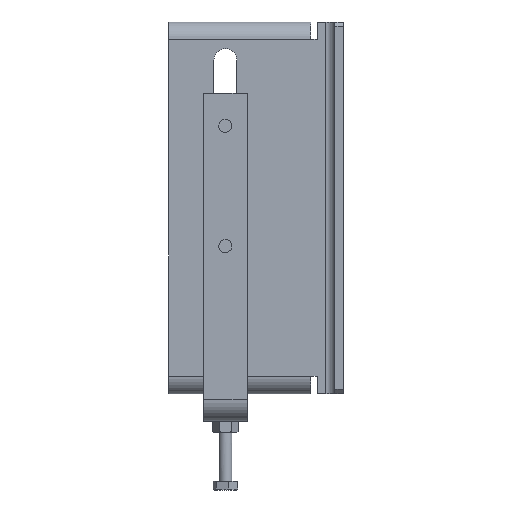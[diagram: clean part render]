
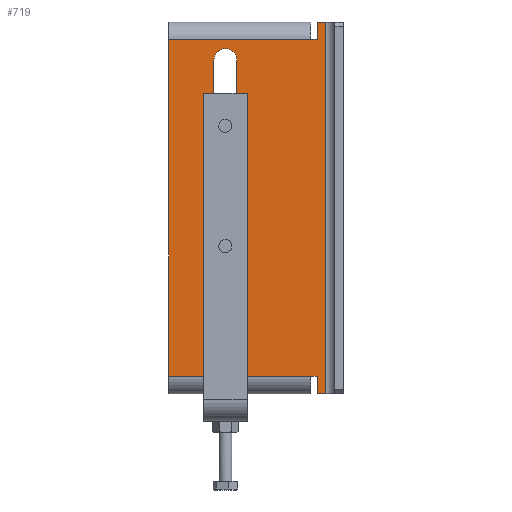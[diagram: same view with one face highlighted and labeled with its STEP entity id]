
A CAD part, front view. The second image highlights one B-rep face of the part: STEP entity #719.
In plain terms, the highlighted face is planar.
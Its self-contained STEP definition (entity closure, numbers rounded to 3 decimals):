
#719=ADVANCED_FACE('',(#1000,#1001),#848,.T.);
#848=PLANE('',#2705);
#925=CIRCLE('',#2703,5.25);
#926=CIRCLE('',#2704,5.25);
#1000=FACE_BOUND('',#1068,.T.);
#1001=FACE_BOUND('',#1069,.T.);
#1068=EDGE_LOOP('',(#1234,#1235,#1236,#1237,#1238,#1239,#1240,#1241,#1242,
#1243));
#1069=EDGE_LOOP('',(#1244,#1245,#1246,#1247));
#1234=ORIENTED_EDGE('',*,*,#2011,.F.);
#1235=ORIENTED_EDGE('',*,*,#2012,.T.);
#1236=ORIENTED_EDGE('',*,*,#2013,.T.);
#1237=ORIENTED_EDGE('',*,*,#2014,.T.);
#1238=ORIENTED_EDGE('',*,*,#2015,.T.);
#1239=ORIENTED_EDGE('',*,*,#2016,.T.);
#1240=ORIENTED_EDGE('',*,*,#2017,.F.);
#1241=ORIENTED_EDGE('',*,*,#2018,.T.);
#1242=ORIENTED_EDGE('',*,*,#2019,.F.);
#1243=ORIENTED_EDGE('',*,*,#2020,.F.);
#1244=ORIENTED_EDGE('',*,*,#2021,.T.);
#1245=ORIENTED_EDGE('',*,*,#2022,.T.);
#1246=ORIENTED_EDGE('',*,*,#2023,.T.);
#1247=ORIENTED_EDGE('',*,*,#2024,.T.);
#1816=VERTEX_POINT('',#3487);
#1817=VERTEX_POINT('',#3488);
#1818=VERTEX_POINT('',#3490);
#1819=VERTEX_POINT('',#3492);
#1820=VERTEX_POINT('',#3494);
#1821=VERTEX_POINT('',#3496);
#1822=VERTEX_POINT('',#3498);
#1823=VERTEX_POINT('',#3500);
#1824=VERTEX_POINT('',#3502);
#1825=VERTEX_POINT('',#3504);
#1826=VERTEX_POINT('',#3507);
#1827=VERTEX_POINT('',#3508);
#1828=VERTEX_POINT('',#3510);
#1829=VERTEX_POINT('',#3512);
#2011=EDGE_CURVE('',#1816,#1817,#2302,.T.);
#2012=EDGE_CURVE('',#1816,#1818,#2303,.T.);
#2013=EDGE_CURVE('',#1818,#1819,#2304,.T.);
#2014=EDGE_CURVE('',#1819,#1820,#2305,.T.);
#2015=EDGE_CURVE('',#1820,#1821,#2306,.T.);
#2016=EDGE_CURVE('',#1821,#1822,#2307,.T.);
#2017=EDGE_CURVE('',#1823,#1822,#2308,.T.);
#2018=EDGE_CURVE('',#1823,#1824,#2309,.T.);
#2019=EDGE_CURVE('',#1825,#1824,#2310,.T.);
#2020=EDGE_CURVE('',#1817,#1825,#2311,.T.);
#2021=EDGE_CURVE('',#1826,#1827,#925,.T.);
#2022=EDGE_CURVE('',#1827,#1828,#2312,.T.);
#2023=EDGE_CURVE('',#1828,#1829,#926,.T.);
#2024=EDGE_CURVE('',#1829,#1826,#2313,.T.);
#2302=LINE('',#3486,#2458);
#2303=LINE('',#3489,#2459);
#2304=LINE('',#3491,#2460);
#2305=LINE('',#3493,#2461);
#2306=LINE('',#3495,#2462);
#2307=LINE('',#3497,#2463);
#2308=LINE('',#3499,#2464);
#2309=LINE('',#3501,#2465);
#2310=LINE('',#3503,#2466);
#2311=LINE('',#3505,#2467);
#2312=LINE('',#3509,#2468);
#2313=LINE('',#3513,#2469);
#2458=VECTOR('',#2914,1.);
#2459=VECTOR('',#2915,1.);
#2460=VECTOR('',#2916,1.);
#2461=VECTOR('',#2917,1.);
#2462=VECTOR('',#2918,1.);
#2463=VECTOR('',#2919,1.);
#2464=VECTOR('',#2920,1.);
#2465=VECTOR('',#2921,1.);
#2466=VECTOR('',#2922,1.);
#2467=VECTOR('',#2923,1.);
#2468=VECTOR('',#2926,1.);
#2469=VECTOR('',#2929,1.);
#2703=AXIS2_PLACEMENT_3D('',#3506,#2924,#2925);
#2704=AXIS2_PLACEMENT_3D('',#3511,#2927,#2928);
#2705=AXIS2_PLACEMENT_3D('',#3514,#2930,#2931);
#2914=DIRECTION('',(0.,1.,0.));
#2915=DIRECTION('',(1.,0.,0.));
#2916=DIRECTION('',(0.,1.,0.));
#2917=DIRECTION('',(0.,1.,0.));
#2918=DIRECTION('',(1.,0.,0.));
#2919=DIRECTION('',(0.,1.,0.));
#2920=DIRECTION('',(1.,0.,0.));
#2921=DIRECTION('',(0.,-1.,0.));
#2922=DIRECTION('',(-1.,0.,0.));
#2923=DIRECTION('',(0.,1.,0.));
#2924=DIRECTION('',(0.,0.,-1.));
#2925=DIRECTION('',(0.,-1.,0.));
#2926=DIRECTION('',(1.,0.,0.));
#2927=DIRECTION('',(0.,0.,-1.));
#2928=DIRECTION('',(0.,-1.,0.));
#2929=DIRECTION('',(-1.,0.,0.));
#2930=DIRECTION('',(0.,0.,1.));
#2931=DIRECTION('',(0.,-1.,0.));
#3486=CARTESIAN_POINT('',(8.,68.,0.));
#3487=CARTESIAN_POINT('',(8.,0.,0.));
#3488=CARTESIAN_POINT('',(8.,65.,0.));
#3489=CARTESIAN_POINT('',(0.,0.,0.));
#3490=CARTESIAN_POINT('',(162.,0.,0.));
#3491=CARTESIAN_POINT('',(162.,68.,0.));
#3492=CARTESIAN_POINT('',(162.,65.,0.));
#3493=CARTESIAN_POINT('',(162.,68.,0.));
#3494=CARTESIAN_POINT('',(162.,68.,0.));
#3495=CARTESIAN_POINT('',(170.,68.,0.));
#3496=CARTESIAN_POINT('',(170.,68.,0.));
#3497=CARTESIAN_POINT('',(170.,0.,0.));
#3498=CARTESIAN_POINT('',(170.,72.,0.));
#3499=CARTESIAN_POINT('',(0.,72.,0.));
#3500=CARTESIAN_POINT('',(0.,72.,0.));
#3501=CARTESIAN_POINT('',(0.,80.,0.));
#3502=CARTESIAN_POINT('',(0.,68.,0.));
#3503=CARTESIAN_POINT('',(0.,68.,0.));
#3504=CARTESIAN_POINT('',(8.,68.,0.));
#3505=CARTESIAN_POINT('',(8.,68.,0.));
#3506=CARTESIAN_POINT('',(17.5,26.,0.));
#3507=CARTESIAN_POINT('',(17.5,20.75,0.));
#3508=CARTESIAN_POINT('',(17.5,31.25,0.));
#3509=CARTESIAN_POINT('',(17.5,31.25,0.));
#3510=CARTESIAN_POINT('',(152.5,31.25,0.));
#3511=CARTESIAN_POINT('',(152.5,26.,0.));
#3512=CARTESIAN_POINT('',(152.5,20.75,0.));
#3513=CARTESIAN_POINT('',(152.5,20.75,0.));
#3514=CARTESIAN_POINT('',(0.,0.,0.));
